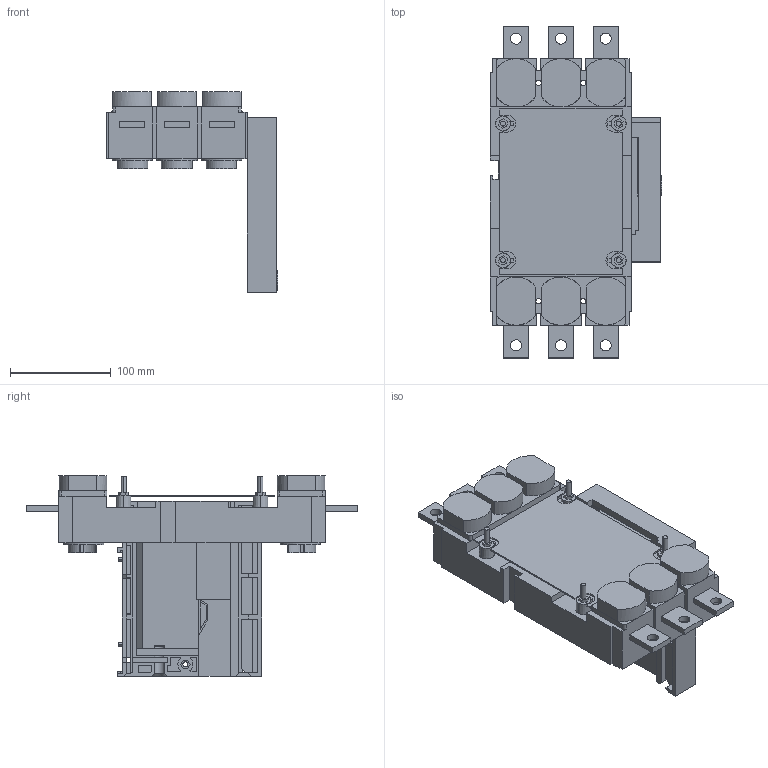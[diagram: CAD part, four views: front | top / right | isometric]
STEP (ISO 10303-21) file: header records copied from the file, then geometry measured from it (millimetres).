
FILE_DESCRIPTION (( 'STEP AP214' ), '1' );
FILE_NAME ('Ïàíåëü âòû÷íàÿ PM-99-2 ïåðåäíåãî ïðèñîåäèíåíèÿ äëÿ ÂÀ-99 400À.STEP', '2018-08-22T07:29:47', ( '' ), ( '' ), 'SwSTEP 2.0', 'SolidWorks 2017', '' );
FILE_SCHEMA (( 'AUTOMOTIVE_DESIGN' ));
Length unit declared in the file: millimetre
Products named in the file (1): Ïàíåëü âòû÷íàÿ PM-99-2 ïåðåäíåãî ïðèñîåäèíåíèÿ äëÿ ÂÀ-99 400À
Bounding box: 170 x 330 x 199.5 mm (x, y, z)
Volume: 1709821.9 mm3; surface area: 354568.7 mm2
Topology: 2 solids, 2 shells, 898 faces, 2471 edges, 1621 vertices
Faces by surface type: plane 654, cylinder 199, torus 36, cone 9
Entity records: 35725 total; most frequent: CARTESIAN_POINT 6585, ORIENTED_EDGE 4942, DIRECTION 4518, EDGE_CURVE 2471, VECTOR 1634, LINE 1634, VERTEX_POINT 1621, AXIS2_PLACEMENT_3D 1442
